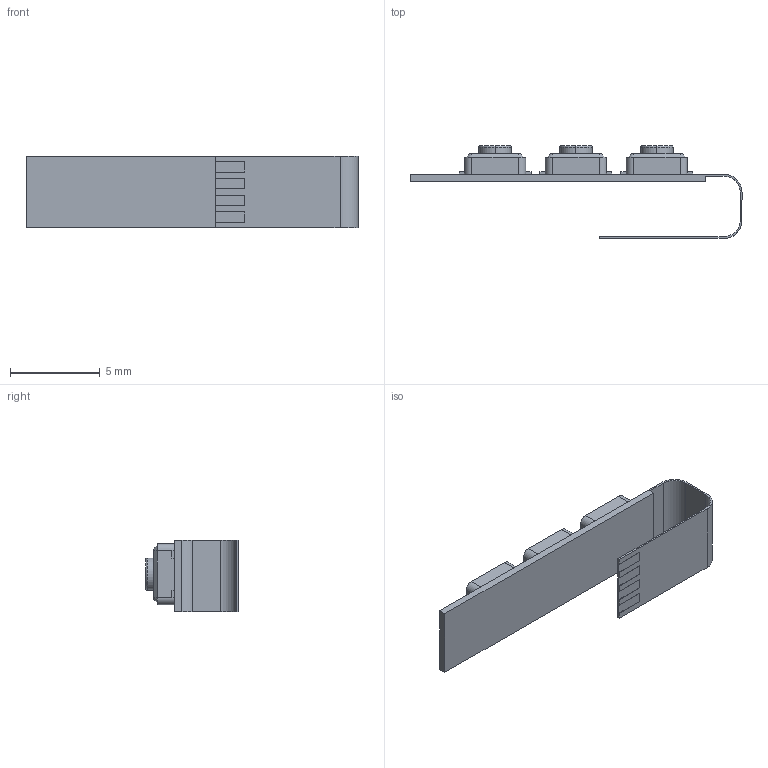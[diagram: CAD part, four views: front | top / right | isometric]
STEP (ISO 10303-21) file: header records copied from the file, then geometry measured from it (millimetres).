
FILE_DESCRIPTION (( 'STEP AP214' ), '1' );
FILE_NAME ('轻触开关+柔性PCB-原点复位.STEP', '2022-05-05T07:14:12', ( '' ), ( '' ), 'SwSTEP 2.0', 'SolidWorks 2017', '' );
FILE_SCHEMA (( 'AUTOMOTIVE_DESIGN' ));
Length unit declared in the file: millimetre
Products named in the file (4): 轻触开关+柔性PCB; 轻触开关+柔性PCB-原点复位; 方案2-轻触开关_柔性PCB; 轻触开关3x3.5x1.5_3x4.0x2.0
Assembly tree (5 placements, depth 3):
  轻触开关+柔性PCB-原点复位
    轻触开关+柔性PCB
      方案2-轻触开关_柔性PCB
      轻触开关3x3.5x1.5_3x4.0x2.0  x3
Bounding box: 18.46 x 5.16 x 4 mm (x, y, z)
Volume: 72.8 mm3; surface area: 369.6 mm2
Topology: 4 solids, 4 shells, 152 faces, 396 edges, 258 vertices
Faces by surface type: plane 112, cylinder 22, cone 12, torus 6
Entity records: 2691 total; most frequent: CARTESIAN_POINT 399, DIRECTION 386, ORIENTED_EDGE 384, EDGE_CURVE 192, VECTOR 160, LINE 160, VERTEX_POINT 126, AXIS2_PLACEMENT_3D 113
